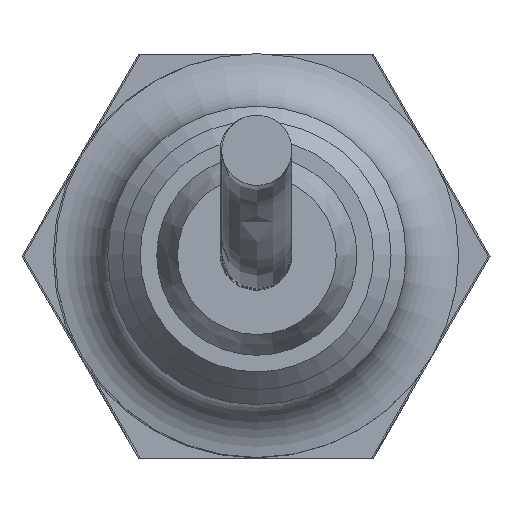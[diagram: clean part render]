
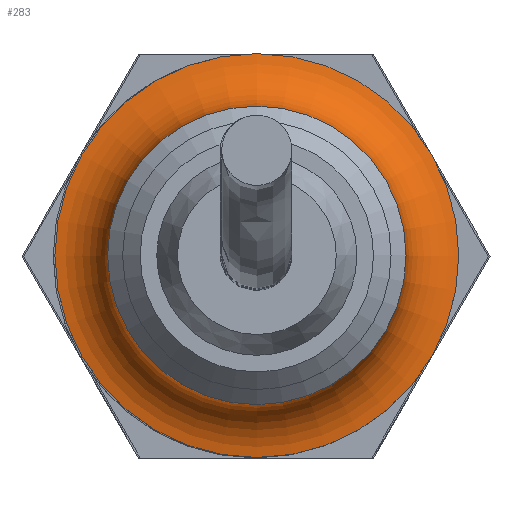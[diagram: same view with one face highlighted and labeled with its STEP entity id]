
A CAD part, top view. The second image highlights one B-rep face of the part: STEP entity #283.
In plain terms, the highlighted toroidal (fillet/blend) face has major radius 11.815 mm and minor radius 3.315 mm.
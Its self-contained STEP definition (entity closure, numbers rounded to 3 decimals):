
#283 = ADVANCED_FACE( '', ( #658, #659 ), #660, .F. );
#658 = FACE_OUTER_BOUND( '', #2045, .T. );
#659 = FACE_OUTER_BOUND( '', #2046, .T. );
#660 = TOROIDAL_SURFACE( '', #2047, 11.815, 3.315 );
#2045 = EDGE_LOOP( '', ( #3041 ) );
#2046 = EDGE_LOOP( '', ( #3042 ) );
#2047 = AXIS2_PLACEMENT_3D( '', #3043, #3044, #3045 );
#3041 = ORIENTED_EDGE( '', *, *, #3827, .T. );
#3042 = ORIENTED_EDGE( '', *, *, #3828, .F. );
#3043 = CARTESIAN_POINT( '', ( 0., 0., 10.5 ) );
#3044 = DIRECTION( '', ( 0., 0., 1. ) );
#3045 = DIRECTION( '', ( 1., 0., 0. ) );
#3827 = EDGE_CURVE( '', #4318, #4318, #4319, .T. );
#3828 = EDGE_CURVE( '', #4320, #4320, #4321, .T. );
#4318 = VERTEX_POINT( '', #4981 );
#4319 = CIRCLE( '', #4982, 11.5 );
#4320 = VERTEX_POINT( '', #4983 );
#4321 = CIRCLE( '', #4984, 8.5 );
#4981 = CARTESIAN_POINT( '', ( 11.5, 0., 7.2 ) );
#4982 = AXIS2_PLACEMENT_3D( '', #5577, #5578, #5579 );
#4983 = CARTESIAN_POINT( '', ( 8.5, 0., 10.5 ) );
#4984 = AXIS2_PLACEMENT_3D( '', #5580, #5581, #5582 );
#5577 = CARTESIAN_POINT( '', ( 0., 0., 7.2 ) );
#5578 = DIRECTION( '', ( 0., 0., 1. ) );
#5579 = DIRECTION( '', ( 1., 0., 0. ) );
#5580 = CARTESIAN_POINT( '', ( 0., 0., 10.5 ) );
#5581 = DIRECTION( '', ( 0., 0., 1. ) );
#5582 = DIRECTION( '', ( 1., 0., 0. ) );
